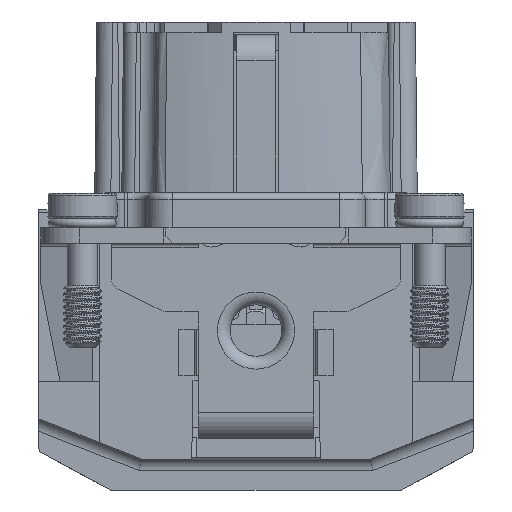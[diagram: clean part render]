
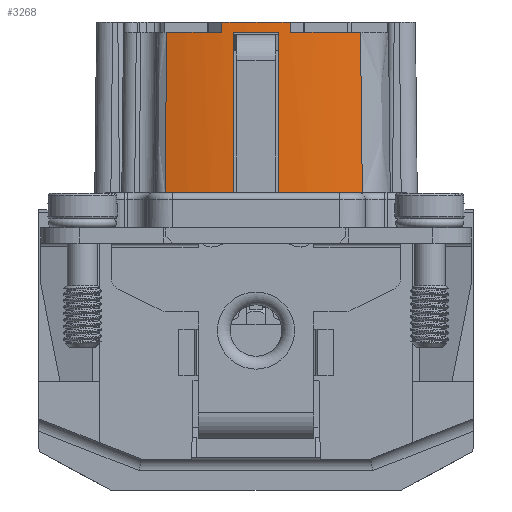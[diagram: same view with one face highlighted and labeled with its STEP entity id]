
A CAD part, left-side view. The second image highlights one B-rep face of the part: STEP entity #3268.
In plain terms, the highlighted conical face has half-angle 0.6 degrees and reference radius 29.75 mm.
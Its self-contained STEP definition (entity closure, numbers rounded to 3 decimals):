
#124=CONICAL_SURFACE('',#53673,29.75,0.6);
#618=B_SPLINE_CURVE_WITH_KNOTS('',3,(#75130,#75131,#75132,#75133,#75134,
#75135,#75136,#75137),.UNSPECIFIED.,.F.,.F.,(4,2,2,4),(0.,0.48,
0.501,1.),.UNSPECIFIED.);
#625=B_SPLINE_CURVE_WITH_KNOTS('',3,(#75317,#75318,#75319,#75320,#75321,
#75322,#75323,#75324),.UNSPECIFIED.,.F.,.F.,(4,2,2,4),(0.,0.16,
0.8,1.),.UNSPECIFIED.);
#628=B_SPLINE_CURVE_WITH_KNOTS('',3,(#75453,#75454,#75455,#75456),
 .UNSPECIFIED.,.F.,.F.,(4,4),(0.,1.),.UNSPECIFIED.);
#629=B_SPLINE_CURVE_WITH_KNOTS('',3,(#75457,#75458,#75459,#75460),
 .UNSPECIFIED.,.F.,.F.,(4,4),(0.,1.),.UNSPECIFIED.);
#1967=CIRCLE('',#53268,29.758);
#2088=CIRCLE('',#53632,29.75);
#2090=CIRCLE('',#53642,29.758);
#2104=CIRCLE('',#53670,29.758);
#2105=CIRCLE('',#53671,29.889);
#2106=CIRCLE('',#53672,29.889);
#3268=ADVANCED_FACE('',(#7820),#124,.T.);
#7820=FACE_OUTER_BOUND('',#10373,.T.);
#10373=EDGE_LOOP('',(#16848,#16849,#16850,#16851,#16852,#16853,#16854,#16855,
#16856,#16857,#16858,#16859));
#16848=ORIENTED_EDGE('',*,*,#34567,.T.);
#16849=ORIENTED_EDGE('',*,*,#35290,.T.);
#16850=ORIENTED_EDGE('',*,*,#35234,.F.);
#16851=ORIENTED_EDGE('',*,*,#35291,.T.);
#16852=ORIENTED_EDGE('',*,*,#35292,.T.);
#16853=ORIENTED_EDGE('',*,*,#35239,.F.);
#16854=ORIENTED_EDGE('',*,*,#35293,.F.);
#16855=ORIENTED_EDGE('',*,*,#35294,.F.);
#16856=ORIENTED_EDGE('',*,*,#35257,.T.);
#16857=ORIENTED_EDGE('',*,*,#35295,.T.);
#16858=ORIENTED_EDGE('',*,*,#35296,.F.);
#16859=ORIENTED_EDGE('',*,*,#35173,.F.);
#29047=VERTEX_POINT('',#73841);
#29048=VERTEX_POINT('',#73843);
#29416=VERTEX_POINT('',#75138);
#29460=VERTEX_POINT('',#75289);
#29461=VERTEX_POINT('',#75290);
#29463=VERTEX_POINT('',#75316);
#29464=VERTEX_POINT('',#75325);
#29476=VERTEX_POINT('',#75387);
#29477=VERTEX_POINT('',#75389);
#29495=VERTEX_POINT('',#75461);
#29496=VERTEX_POINT('',#75464);
#29497=VERTEX_POINT('',#75467);
#34567=EDGE_CURVE('',#29048,#29047,#1967,.T.);
#35173=EDGE_CURVE('',#29048,#29416,#618,.T.);
#35234=EDGE_CURVE('',#29460,#29461,#2088,.T.);
#35239=EDGE_CURVE('',#29463,#29464,#625,.T.);
#35257=EDGE_CURVE('',#29477,#29476,#2090,.T.);
#35290=EDGE_CURVE('',#29047,#29461,#628,.T.);
#35291=EDGE_CURVE('',#29460,#29495,#629,.T.);
#35292=EDGE_CURVE('',#29495,#29464,#2104,.T.);
#35293=EDGE_CURVE('',#29496,#29463,#2105,.T.);
#35294=EDGE_CURVE('',#29477,#29496,#42358,.T.);
#35295=EDGE_CURVE('',#29476,#29497,#42359,.T.);
#35296=EDGE_CURVE('',#29416,#29497,#2106,.T.);
#42358=LINE('',#75465,#48442);
#42359=LINE('',#75466,#48443);
#48442=VECTOR('',#60652,1.);
#48443=VECTOR('',#60653,1.);
#53268=AXIS2_PLACEMENT_3D('',#73842,#59314,#59315);
#53632=AXIS2_PLACEMENT_3D('',#75288,#60540,#60541);
#53642=AXIS2_PLACEMENT_3D('',#75388,#60573,#60574);
#53670=AXIS2_PLACEMENT_3D('',#75462,#60648,#60649);
#53671=AXIS2_PLACEMENT_3D('',#75463,#60650,#60651);
#53672=AXIS2_PLACEMENT_3D('',#75468,#60654,#60655);
#53673=AXIS2_PLACEMENT_3D('',#75469,#60656,#60657);
#59314=DIRECTION('',(0.,0.,-1.));
#59315=DIRECTION('',(1.,0.,0.));
#60540=DIRECTION('',(0.,0.,1.));
#60541=DIRECTION('',(1.,0.,0.));
#60573=DIRECTION('',(0.,0.,1.));
#60574=DIRECTION('',(1.,0.,0.));
#60648=DIRECTION('',(0.,0.,-1.));
#60649=DIRECTION('',(-1.,0.,0.));
#60650=DIRECTION('',(0.,0.,-1.));
#60651=DIRECTION('',(-1.,0.,0.));
#60652=DIRECTION('',(-0.01,0.,-1.));
#60653=DIRECTION('',(-0.01,0.,-1.));
#60654=DIRECTION('',(0.,0.,-1.));
#60655=DIRECTION('',(-1.,0.,0.));
#60656=DIRECTION('',(0.,0.,-1.));
#60657=DIRECTION('',(1.,0.,0.));
#73841=CARTESIAN_POINT('',(-21.838,-2.677,-0.9));
#73842=CARTESIAN_POINT('',(7.8,0.,-0.9));
#73843=CARTESIAN_POINT('',(-20.827,-8.128,-0.9));
#75130=CARTESIAN_POINT('',(-20.827,-8.128,-0.9));
#75131=CARTESIAN_POINT('',(-20.842,-8.151,-2.9));
#75132=CARTESIAN_POINT('',(-20.858,-8.173,-4.9));
#75133=CARTESIAN_POINT('',(-20.874,-8.197,-6.988));
#75134=CARTESIAN_POINT('',(-20.874,-8.198,-7.077));
#75135=CARTESIAN_POINT('',(-20.891,-8.222,-9.244));
#75136=CARTESIAN_POINT('',(-20.907,-8.246,-11.322));
#75137=CARTESIAN_POINT('',(-20.923,-8.269,-13.4));
#75138=CARTESIAN_POINT('',(-20.923,-8.269,-13.4));
#75288=CARTESIAN_POINT('',(7.8,0.,-0.1));
#75289=CARTESIAN_POINT('',(-21.83,2.668,-0.1));
#75290=CARTESIAN_POINT('',(-21.83,-2.668,-0.1));
#75316=CARTESIAN_POINT('',(-21.24,7.076,-13.4));
#75317=CARTESIAN_POINT('',(-21.24,7.076,-13.4));
#75318=CARTESIAN_POINT('',(-21.234,7.069,-12.733));
#75319=CARTESIAN_POINT('',(-21.229,7.062,-12.067));
#75320=CARTESIAN_POINT('',(-21.202,7.026,-8.734));
#75321=CARTESIAN_POINT('',(-21.18,6.997,-6.067));
#75322=CARTESIAN_POINT('',(-21.151,6.96,-2.567));
#75323=CARTESIAN_POINT('',(-21.144,6.951,-1.734));
#75324=CARTESIAN_POINT('',(-21.137,6.942,-0.9));
#75325=CARTESIAN_POINT('',(-21.137,6.942,-0.9));
#75387=CARTESIAN_POINT('',(-21.907,-1.75,-0.9));
#75388=CARTESIAN_POINT('',(7.8,0.,-0.9));
#75389=CARTESIAN_POINT('',(-21.907,1.75,-0.9));
#75453=CARTESIAN_POINT('',(-21.838,-2.677,-0.9));
#75454=CARTESIAN_POINT('',(-21.835,-2.674,-0.633));
#75455=CARTESIAN_POINT('',(-21.833,-2.671,-0.367));
#75456=CARTESIAN_POINT('',(-21.83,-2.668,-0.1));
#75457=CARTESIAN_POINT('',(-21.83,2.668,-0.1));
#75458=CARTESIAN_POINT('',(-21.833,2.671,-0.367));
#75459=CARTESIAN_POINT('',(-21.835,2.674,-0.633));
#75460=CARTESIAN_POINT('',(-21.838,2.677,-0.9));
#75461=CARTESIAN_POINT('',(-21.838,2.677,-0.9));
#75462=CARTESIAN_POINT('',(7.8,0.,-0.9));
#75463=CARTESIAN_POINT('',(7.8,0.,-13.4));
#75464=CARTESIAN_POINT('',(-22.038,1.75,-13.4));
#75465=CARTESIAN_POINT('',(-21.972,1.75,-7.15));
#75466=CARTESIAN_POINT('',(-21.972,-1.75,-7.15));
#75467=CARTESIAN_POINT('',(-22.038,-1.75,-13.4));
#75468=CARTESIAN_POINT('',(7.8,0.,-13.4));
#75469=CARTESIAN_POINT('',(7.8,0.,-0.1));
